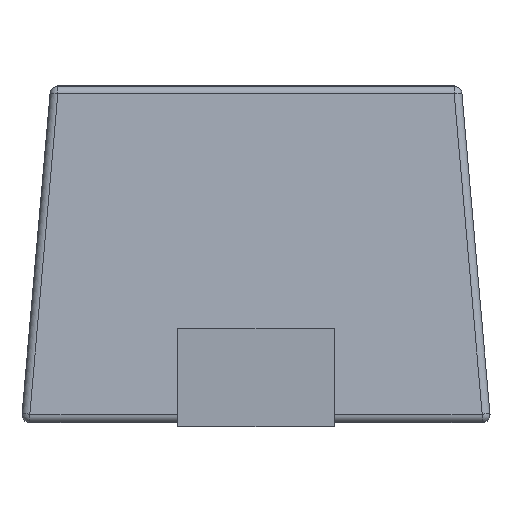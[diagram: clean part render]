
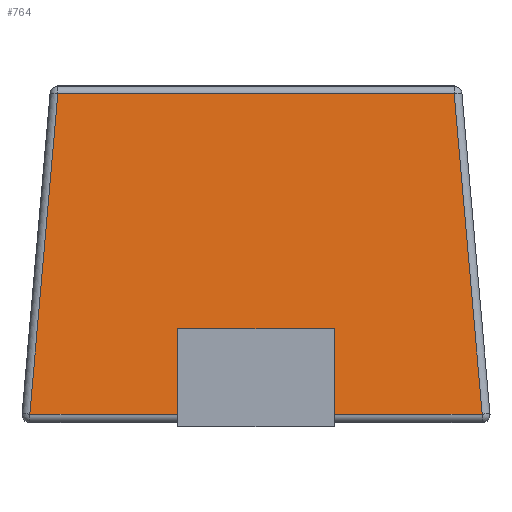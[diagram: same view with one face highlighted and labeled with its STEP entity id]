
A CAD part, left-side view. The second image highlights one B-rep face of the part: STEP entity #764.
In plain terms, the highlighted planar face has unit normal (-0.996, 0, 0.087).
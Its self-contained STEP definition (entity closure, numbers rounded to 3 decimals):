
#124=FACE_OUTER_BOUND('',#170,.T.);
#170=EDGE_LOOP('',(#615,#616,#617,#618,#619,#620,#621,#622));
#210=LINE('',#1168,#286);
#212=LINE('',#1177,#288);
#218=LINE('',#1209,#294);
#224=LINE('',#1225,#300);
#227=LINE('',#1233,#303);
#229=LINE('',#1237,#305);
#230=LINE('',#1239,#306);
#231=LINE('',#1240,#307);
#286=VECTOR('',#942,10.);
#288=VECTOR('',#954,10.);
#294=VECTOR('',#994,10.);
#300=VECTOR('',#1016,10.);
#303=VECTOR('',#1025,10.);
#305=VECTOR('',#1029,10.);
#306=VECTOR('',#1030,10.);
#307=VECTOR('',#1031,10.);
#352=VERTEX_POINT('',#1135);
#359=VERTEX_POINT('',#1157);
#362=VERTEX_POINT('',#1164);
#365=VERTEX_POINT('',#1172);
#373=VERTEX_POINT('',#1203);
#378=VERTEX_POINT('',#1231);
#379=VERTEX_POINT('',#1236);
#380=VERTEX_POINT('',#1238);
#433=EDGE_CURVE('',#359,#362,#210,.T.);
#438=EDGE_CURVE('',#352,#365,#212,.T.);
#454=EDGE_CURVE('',#373,#359,#218,.T.);
#463=EDGE_CURVE('',#365,#373,#224,.T.);
#467=EDGE_CURVE('',#378,#352,#227,.T.);
#469=EDGE_CURVE('',#378,#379,#229,.T.);
#470=EDGE_CURVE('',#379,#380,#230,.T.);
#471=EDGE_CURVE('',#380,#362,#231,.T.);
#615=ORIENTED_EDGE('',*,*,#433,.F.);
#616=ORIENTED_EDGE('',*,*,#454,.F.);
#617=ORIENTED_EDGE('',*,*,#463,.F.);
#618=ORIENTED_EDGE('',*,*,#438,.F.);
#619=ORIENTED_EDGE('',*,*,#467,.F.);
#620=ORIENTED_EDGE('',*,*,#469,.T.);
#621=ORIENTED_EDGE('',*,*,#470,.T.);
#622=ORIENTED_EDGE('',*,*,#471,.T.);
#718=PLANE('',#852);
#764=ADVANCED_FACE('',(#124),#718,.T.);
#852=AXIS2_PLACEMENT_3D('',#1235,#1027,#1028);
#942=DIRECTION('',(0.,1.,0.));
#954=DIRECTION('',(0.087,-0.087,0.992));
#994=DIRECTION('',(-0.087,-0.087,-0.992));
#1016=DIRECTION('',(0.,-1.,0.));
#1025=DIRECTION('',(0.,1.,0.));
#1027=DIRECTION('center_axis',(-0.996,0.,0.087));
#1028=DIRECTION('ref_axis',(0.,-1.,0.));
#1029=DIRECTION('',(0.087,0.,0.996));
#1030=DIRECTION('',(0.,-1.,0.));
#1031=DIRECTION('',(-0.087,0.,-0.996));
#1135=CARTESIAN_POINT('',(-0.399,0.289,0.011));
#1157=CARTESIAN_POINT('',(-0.399,-0.289,0.011));
#1164=CARTESIAN_POINT('',(-0.399,-0.1,0.011));
#1168=CARTESIAN_POINT('',(-0.399,-0.15,0.011));
#1172=CARTESIAN_POINT('',(-0.363,0.253,0.421));
#1177=CARTESIAN_POINT('',(-0.398,0.288,0.025));
#1203=CARTESIAN_POINT('',(-0.363,-0.253,0.421));
#1209=CARTESIAN_POINT('',(-0.397,-0.287,0.034));
#1225=CARTESIAN_POINT('',(-0.363,-0.15,0.421));
#1231=CARTESIAN_POINT('',(-0.399,0.1,0.011));
#1233=CARTESIAN_POINT('',(-0.399,-0.15,0.011));
#1235=CARTESIAN_POINT('Origin',(-0.4,-0.3,0.));
#1236=CARTESIAN_POINT('',(-0.39,0.1,0.12));
#1237=CARTESIAN_POINT('',(-0.4,0.1,0.004));
#1238=CARTESIAN_POINT('',(-0.39,-0.1,0.12));
#1239=CARTESIAN_POINT('',(-0.39,-0.15,0.12));
#1240=CARTESIAN_POINT('',(-0.4,-0.1,-0.004));
